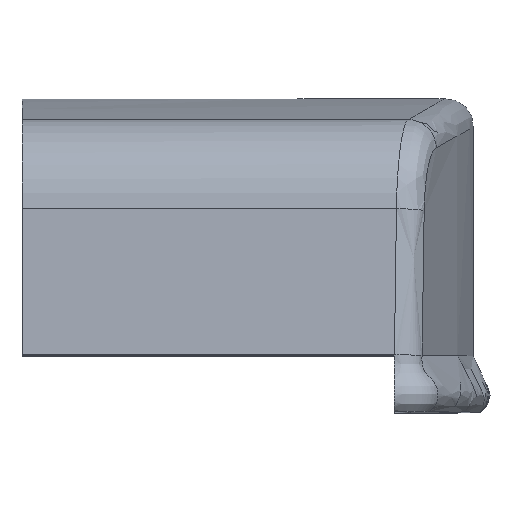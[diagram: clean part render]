
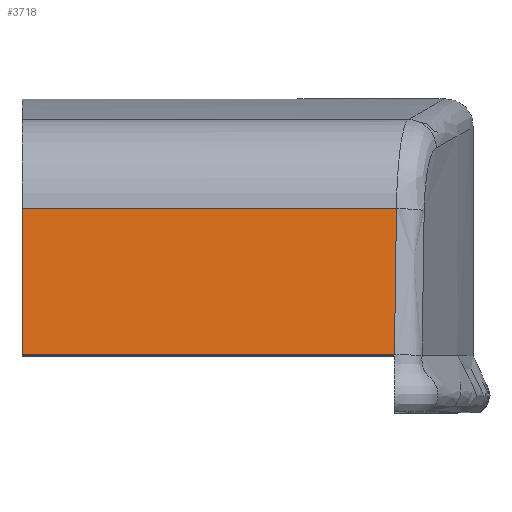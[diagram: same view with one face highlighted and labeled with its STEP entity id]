
A CAD part, top view. The second image highlights one B-rep face of the part: STEP entity #3718.
In plain terms, the highlighted planar face has unit normal (0, 0.069, 0.998).
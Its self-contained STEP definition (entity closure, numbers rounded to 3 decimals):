
#14 = VERTEX_POINT ( 'NONE', #1895 ) ;
#31 = DIRECTION ( 'NONE',  ( -1., 0., 0. ) ) ;
#185 = EDGE_CURVE ( 'NONE', #3576, #2904, #2424, .T. ) ;
#368 = ORIENTED_EDGE ( 'NONE', *, *, #185, .F. ) ;
#404 = PLANE ( 'NONE',  #3134 ) ;
#427 = CARTESIAN_POINT ( 'NONE',  ( 26.421, 7.87, 37.758 ) ) ;
#641 = VECTOR ( 'NONE', #2704, 1000. ) ;
#695 = CARTESIAN_POINT ( 'NONE',  ( 32., 14.779, 37.278 ) ) ;
#746 = CARTESIAN_POINT ( 'NONE',  ( 26.47, 11.324, 37.518 ) ) ;
#870 = EDGE_CURVE ( 'NONE', #2100, #2904, #1749, .T. ) ;
#999 = DIRECTION ( 'NONE',  ( 0., 0.998, -0.069 ) ) ;
#1068 = CARTESIAN_POINT ( 'NONE',  ( 0., 14.779, 37.278 ) ) ;
#1203 = EDGE_CURVE ( 'NONE', #3576, #14, #3233, .T. ) ;
#1211 = EDGE_CURVE ( 'NONE', #14, #2100, #1434, .T. ) ;
#1336 = DIRECTION ( 'NONE',  ( 0., -0.998, 0.069 ) ) ;
#1344 = EDGE_LOOP ( 'NONE', ( #368, #2092, #1661, #2018 ) ) ;
#1434 = LINE ( 'NONE', #695, #641 ) ;
#1596 = CARTESIAN_POINT ( 'NONE',  ( 26.373, 4.417, 37.998 ) ) ;
#1661 = ORIENTED_EDGE ( 'NONE', *, *, #1211, .T. ) ;
#1744 = CARTESIAN_POINT ( 'NONE',  ( 0., 14.779, 37.278 ) ) ;
#1749 = LINE ( 'NONE', #1744, #1767 ) ;
#1767 = VECTOR ( 'NONE', #1336, 1000. ) ;
#1832 = CARTESIAN_POINT ( 'NONE',  ( 32., 14.779, 37.278 ) ) ;
#1895 = CARTESIAN_POINT ( 'NONE',  ( 26.518, 14.779, 37.278 ) ) ;
#2018 = ORIENTED_EDGE ( 'NONE', *, *, #870, .T. ) ;
#2092 = ORIENTED_EDGE ( 'NONE', *, *, #1203, .T. ) ;
#2100 = VERTEX_POINT ( 'NONE', #1068 ) ;
#2385 = VECTOR ( 'NONE', #31, 1000. ) ;
#2424 = LINE ( 'NONE', #3461, #2385 ) ;
#2704 = DIRECTION ( 'NONE',  ( -1., 0., 0. ) ) ;
#2717 = DIRECTION ( 'NONE',  ( 0., -0.069, -0.998 ) ) ;
#2749 = CARTESIAN_POINT ( 'NONE',  ( 26.518, 14.779, 37.278 ) ) ;
#2904 = VERTEX_POINT ( 'NONE', #3222 ) ;
#3134 = AXIS2_PLACEMENT_3D ( 'NONE', #1832, #2717, #999 ) ;
#3217 = FACE_OUTER_BOUND ( 'NONE', #1344, .T. ) ;
#3222 = CARTESIAN_POINT ( 'NONE',  ( 0., 4.417, 37.998 ) ) ;
#3233 =( BOUNDED_CURVE ( )  B_SPLINE_CURVE ( 3, ( #1596, #427, #746, #2749 ),
 .UNSPECIFIED., .F., .F. ) 
 B_SPLINE_CURVE_WITH_KNOTS ( ( 4, 4 ),
 ( 1.37, 1.374 ),
 .UNSPECIFIED. ) 
 CURVE ( )  GEOMETRIC_REPRESENTATION_ITEM ( )  RATIONAL_B_SPLINE_CURVE ( ( 1., 1., 1., 1. ) ) 
 REPRESENTATION_ITEM ( '' )  );
#3277 = CARTESIAN_POINT ( 'NONE',  ( 26.373, 4.417, 37.998 ) ) ;
#3461 = CARTESIAN_POINT ( 'NONE',  ( 32., 4.417, 37.998 ) ) ;
#3576 = VERTEX_POINT ( 'NONE', #3277 ) ;
#3718 = ADVANCED_FACE ( 'NONE', ( #3217 ), #404, .F. ) ;
